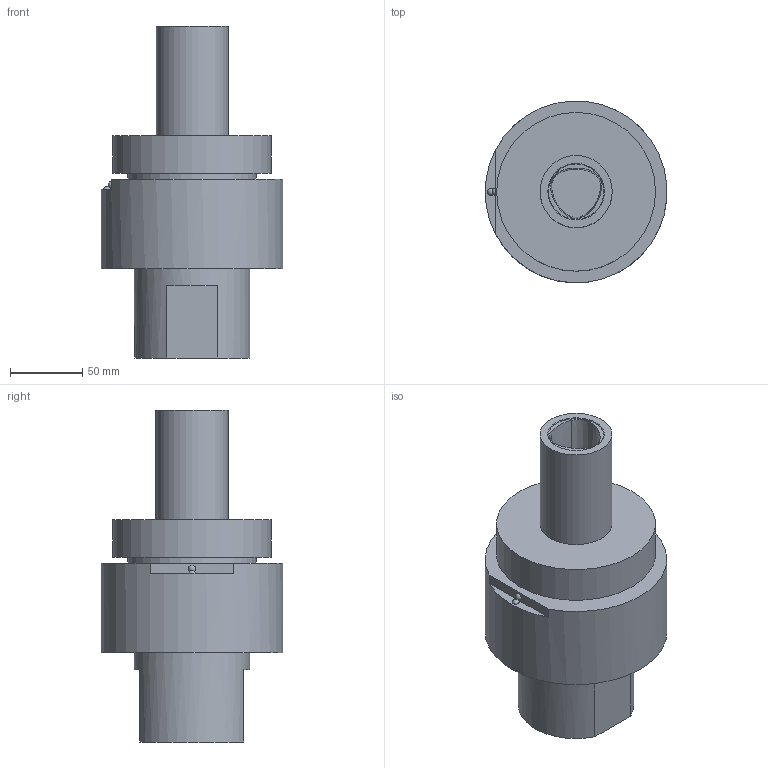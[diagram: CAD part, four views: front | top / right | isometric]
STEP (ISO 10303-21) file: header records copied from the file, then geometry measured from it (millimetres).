
FILE_DESCRIPTION(/* description */ (''),/* implementation_level */ '2;1');
FILE_NAME(/* name */ '10000915011nxv000_01_214.stp',/* time_stamp */ '2022-01-26T15:21:26+01:00',/* author */ (''),/* organization */ (''),/* preprocessor_version */ 'ST-DEVELOPER v16.7',/* originating_system */ 'SIEMENS PLM Software NX 12.0',/* authorisation */ '');
FILE_SCHEMA (('AUTOMOTIVE_DESIGN { 1 0 10303 214 3 1 1 1 }'));
Length unit declared in the file: millimetre
Products named in the file (1): 10000915011nxv000_01
Bounding box: 125.86 x 125.84 x 230 mm (x, y, z)
Volume: 1467519.5 mm3; surface area: 96668 mm2
Topology: 1 solids, 1 shells, 35 faces, 80 edges, 55 vertices
Faces by surface type: plane 20, cone 8, cylinder 5, sphere 2
Full cylindrical faces by diameter (mm): 50 x1, 80 x1, 88.882 x1, 110 x1, 126 x1
Entity records: 1065 total; most frequent: DIRECTION 186, CARTESIAN_POINT 162, ORIENTED_EDGE 146, AXIS2_PLACEMENT_3D 77, EDGE_CURVE 73, VERTEX_POINT 53, EDGE_LOOP 50, CIRCLE 41
